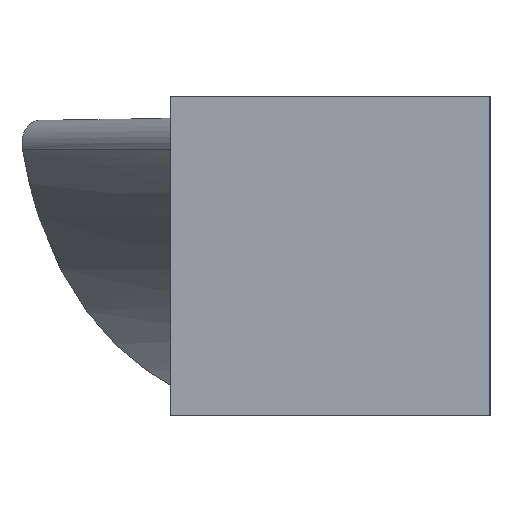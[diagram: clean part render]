
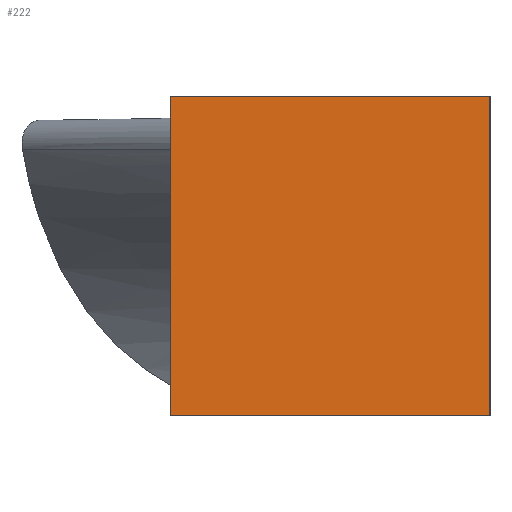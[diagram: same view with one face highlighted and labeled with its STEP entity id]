
A CAD part, left-side view. The second image highlights one B-rep face of the part: STEP entity #222.
In plain terms, the highlighted planar face has unit normal (-1, 0, 0).
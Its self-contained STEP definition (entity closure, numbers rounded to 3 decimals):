
#16=PLANE('',#256);
#26=LINE('',#3950,#37);
#28=LINE('',#3956,#39);
#30=LINE('',#3959,#41);
#31=LINE('',#3960,#42);
#37=VECTOR('',#278,10.);
#39=VECTOR('',#284,10.);
#41=VECTOR('',#288,10.);
#42=VECTOR('',#289,10.);
#52=FACE_OUTER_BOUND('',#67,.T.);
#67=EDGE_LOOP('',(#182,#183,#184,#185));
#108=VERTEX_POINT('',#3947);
#109=VERTEX_POINT('',#3949);
#110=VERTEX_POINT('',#3953);
#111=VERTEX_POINT('',#3955);
#134=EDGE_CURVE('',#108,#109,#26,.T.);
#137=EDGE_CURVE('',#110,#111,#28,.T.);
#139=EDGE_CURVE('',#111,#108,#30,.T.);
#140=EDGE_CURVE('',#109,#110,#31,.T.);
#182=ORIENTED_EDGE('',*,*,#139,.F.);
#183=ORIENTED_EDGE('',*,*,#137,.F.);
#184=ORIENTED_EDGE('',*,*,#140,.F.);
#185=ORIENTED_EDGE('',*,*,#134,.F.);
#222=ADVANCED_FACE('',(#52),#16,.F.);
#256=AXIS2_PLACEMENT_3D('',#3958,#286,#287);
#278=DIRECTION('',(0.,0.,1.));
#284=DIRECTION('',(0.,0.,-1.));
#286=DIRECTION('center_axis',(1.,0.,0.));
#287=DIRECTION('ref_axis',(0.,-1.,0.));
#288=DIRECTION('',(0.,1.,0.));
#289=DIRECTION('',(0.,-1.,0.));
#3947=CARTESIAN_POINT('',(0.,1000.,-500.));
#3949=CARTESIAN_POINT('',(0.,1000.,500.));
#3950=CARTESIAN_POINT('',(0.,1000.,0.));
#3953=CARTESIAN_POINT('',(0.,0.,500.));
#3955=CARTESIAN_POINT('',(0.,0.,-500.));
#3956=CARTESIAN_POINT('',(0.,0.,500.));
#3958=CARTESIAN_POINT('Origin',(0.,1000.,500.));
#3959=CARTESIAN_POINT('',(0.,500.,-500.));
#3960=CARTESIAN_POINT('',(0.,500.,500.));
